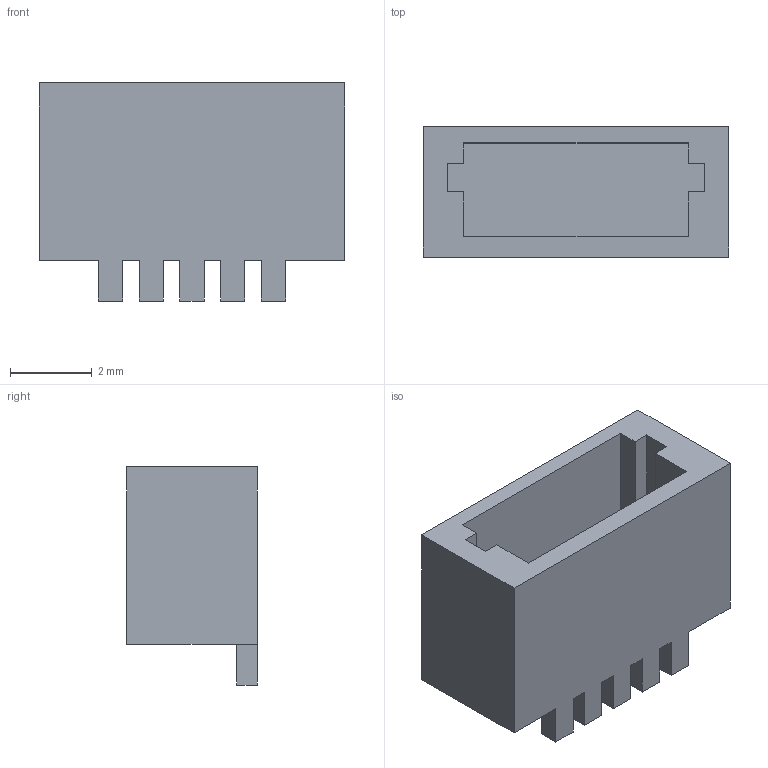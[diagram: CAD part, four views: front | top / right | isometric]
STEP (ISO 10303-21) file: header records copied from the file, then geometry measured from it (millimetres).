
FILE_DESCRIPTION (( 'STEP AP214' ), '1' );
FILE_NAME ('jst-sh-5.STEP', '2019-05-04T11:46:34', ( '' ), ( '' ), 'SwSTEP 2.0', 'SolidWorks 2018', '' );
FILE_SCHEMA (( 'AUTOMOTIVE_DESIGN' ));
Length unit declared in the file: millimetre
Products named in the file (1): jst-sh-5
Bounding box: 7.5 x 3.2 x 5.35 mm (x, y, z)
Volume: 53.1 mm3; surface area: 220.9 mm2
Topology: 1 solids, 1 shells, 39 faces, 108 edges, 72 vertices
Faces by surface type: plane 39
Entity records: 1476 total; most frequent: CARTESIAN_POINT 220, ORIENTED_EDGE 216, DIRECTION 188, VECTOR 108, LINE 108, EDGE_CURVE 108, VERTEX_POINT 72, AXIS2_PLACEMENT_3D 40
